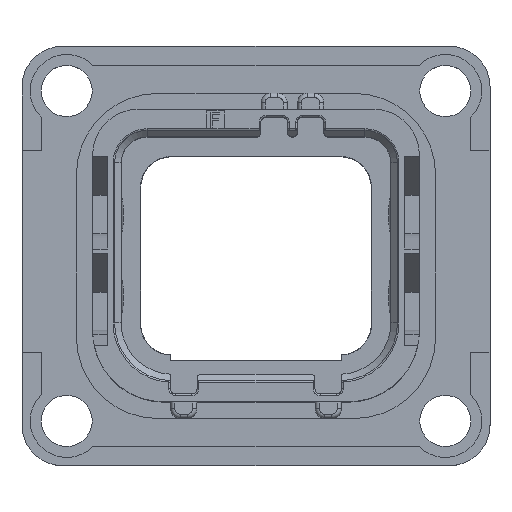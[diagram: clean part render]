
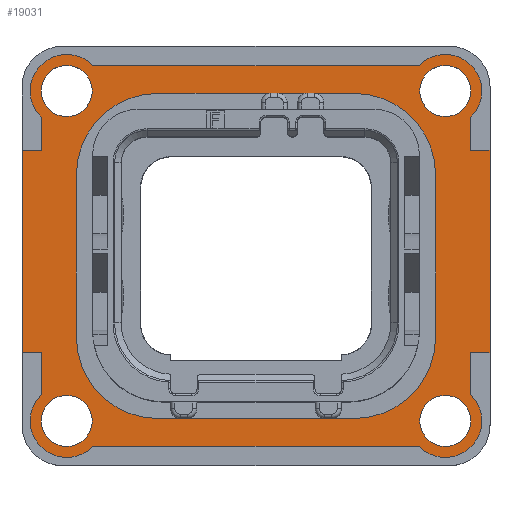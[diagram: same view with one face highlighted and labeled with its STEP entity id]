
A CAD part, top view. The second image highlights one B-rep face of the part: STEP entity #19031.
In plain terms, the highlighted planar face has unit normal (0, 0, 1).
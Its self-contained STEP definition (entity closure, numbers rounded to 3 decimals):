
#259=DIRECTION('',(0.,-1.,0.));
#260=VECTOR('',#259,12.45);
#261=CARTESIAN_POINT('',(-14.4,6.5,1.5));
#262=LINE('',#261,#260);
#317=CARTESIAN_POINT('',(-11.65,10.15,1.5));
#318=DIRECTION('',(0.,0.,1.));
#319=DIRECTION('',(0.716,0.698,0.));
#320=AXIS2_PLACEMENT_3D('',#317,#318,#319);
#327=DIRECTION('',(0.,1.,0.));
#328=VECTOR('',#327,2.588);
#329=CARTESIAN_POINT('',(13.22,-8.538,1.5));
#330=LINE('',#329,#328);
#331=DIRECTION('',(1.,0.,0.));
#332=VECTOR('',#331,20.077);
#333=CARTESIAN_POINT('',(-10.038,-11.72,1.5));
#334=LINE('',#333,#332);
#335=DIRECTION('',(0.,-1.,0.));
#336=VECTOR('',#335,2.588);
#337=CARTESIAN_POINT('',(-13.22,-5.95,1.5));
#338=LINE('',#337,#336);
#339=DIRECTION('',(1.,0.,0.));
#340=VECTOR('',#339,1.18);
#341=CARTESIAN_POINT('',(-14.4,-5.95,1.5));
#342=LINE('',#341,#340);
#343=DIRECTION('',(-1.,0.,0.));
#344=VECTOR('',#343,1.18);
#345=CARTESIAN_POINT('',(-13.22,6.5,1.5));
#346=LINE('',#345,#344);
#347=DIRECTION('',(0.,-1.,0.));
#348=VECTOR('',#347,2.038);
#349=CARTESIAN_POINT('',(-13.22,8.538,1.5));
#350=LINE('',#349,#348);
#351=DIRECTION('',(-1.,0.,0.));
#352=VECTOR('',#351,20.077);
#353=CARTESIAN_POINT('',(10.038,11.72,1.5));
#354=LINE('',#353,#352);
#355=DIRECTION('',(0.,1.,0.));
#356=VECTOR('',#355,2.038);
#357=CARTESIAN_POINT('',(13.22,6.5,1.5));
#358=LINE('',#357,#356);
#359=DIRECTION('',(-1.,0.,0.));
#360=VECTOR('',#359,1.18);
#361=CARTESIAN_POINT('',(14.4,6.5,1.5));
#362=LINE('',#361,#360);
#363=DIRECTION('',(1.,0.,0.));
#364=VECTOR('',#363,1.18);
#365=CARTESIAN_POINT('',(13.22,-5.95,1.5));
#366=LINE('',#365,#364);
#367=CARTESIAN_POINT('',(11.65,-10.15,1.5));
#368=DIRECTION('',(0.,0.,1.));
#369=DIRECTION('',(-1.,0.,0.));
#370=AXIS2_PLACEMENT_3D('',#367,#368,#369);
#372=CARTESIAN_POINT('',(-11.65,-10.15,1.5));
#373=DIRECTION('',(0.,0.,1.));
#374=DIRECTION('',(-1.,0.,0.));
#375=AXIS2_PLACEMENT_3D('',#372,#373,#374);
#377=CARTESIAN_POINT('',(-11.65,10.15,1.5));
#378=DIRECTION('',(0.,0.,1.));
#379=DIRECTION('',(1.,0.,0.));
#380=AXIS2_PLACEMENT_3D('',#377,#378,#379);
#382=CARTESIAN_POINT('',(11.65,10.15,1.5));
#383=DIRECTION('',(0.,0.,1.));
#384=DIRECTION('',(1.,0.,0.));
#385=AXIS2_PLACEMENT_3D('',#382,#383,#384);
#387=CARTESIAN_POINT('',(6.05,5.,1.5));
#388=DIRECTION('',(0.,0.,-1.));
#389=DIRECTION('',(0.,1.,0.));
#390=AXIS2_PLACEMENT_3D('',#387,#388,#389);
#392=DIRECTION('',(1.,0.,0.));
#393=VECTOR('',#392,12.1);
#394=CARTESIAN_POINT('',(-6.05,10.,1.5));
#395=LINE('',#394,#393);
#396=CARTESIAN_POINT('',(-6.05,5.,1.5));
#397=DIRECTION('',(0.,0.,-1.));
#398=DIRECTION('',(-1.,0.,0.));
#399=AXIS2_PLACEMENT_3D('',#396,#397,#398);
#401=DIRECTION('',(0.,1.,0.));
#402=VECTOR('',#401,10.);
#403=CARTESIAN_POINT('',(-11.05,-5.,1.5));
#404=LINE('',#403,#402);
#405=CARTESIAN_POINT('',(-6.05,-5.,1.5));
#406=DIRECTION('',(0.,0.,-1.));
#407=DIRECTION('',(0.,-1.,0.));
#408=AXIS2_PLACEMENT_3D('',#405,#406,#407);
#410=DIRECTION('',(-1.,0.,0.));
#411=VECTOR('',#410,12.1);
#412=CARTESIAN_POINT('',(6.05,-10.,1.5));
#413=LINE('',#412,#411);
#414=CARTESIAN_POINT('',(6.05,-5.,1.5));
#415=DIRECTION('',(0.,0.,-1.));
#416=DIRECTION('',(1.,0.,0.));
#417=AXIS2_PLACEMENT_3D('',#414,#415,#416);
#419=DIRECTION('',(0.,-1.,0.));
#420=VECTOR('',#419,10.);
#421=CARTESIAN_POINT('',(11.05,5.,1.5));
#422=LINE('',#421,#420);
#432=CARTESIAN_POINT('',(11.65,-10.15,1.5));
#433=DIRECTION('',(0.,0.,1.));
#434=DIRECTION('',(-0.716,-0.698,0.));
#435=AXIS2_PLACEMENT_3D('',#432,#433,#434);
#487=DIRECTION('',(0.,1.,0.));
#488=VECTOR('',#487,12.45);
#489=CARTESIAN_POINT('',(14.4,-5.95,1.5));
#490=LINE('',#489,#488);
#516=CARTESIAN_POINT('',(11.65,10.15,1.5));
#517=DIRECTION('',(0.,0.,1.));
#518=DIRECTION('',(0.698,-0.716,0.));
#519=AXIS2_PLACEMENT_3D('',#516,#517,#518);
#545=CARTESIAN_POINT('',(-11.65,-10.15,1.5));
#546=DIRECTION('',(0.,0.,1.));
#547=DIRECTION('',(-0.698,0.716,0.));
#548=AXIS2_PLACEMENT_3D('',#545,#546,#547);
#579=CARTESIAN_POINT('',(11.65,-10.15,1.5));
#580=DIRECTION('',(0.,0.,1.));
#581=DIRECTION('',(1.,0.,0.));
#582=AXIS2_PLACEMENT_3D('',#579,#580,#581);
#584=CARTESIAN_POINT('',(-11.65,-10.15,1.5));
#585=DIRECTION('',(0.,0.,1.));
#586=DIRECTION('',(1.,0.,0.));
#587=AXIS2_PLACEMENT_3D('',#584,#585,#586);
#605=CARTESIAN_POINT('',(-11.65,10.15,1.5));
#606=DIRECTION('',(0.,0.,1.));
#607=DIRECTION('',(-1.,0.,0.));
#608=AXIS2_PLACEMENT_3D('',#605,#606,#607);
#610=CARTESIAN_POINT('',(11.65,10.15,1.5));
#611=DIRECTION('',(0.,0.,1.));
#612=DIRECTION('',(-1.,0.,0.));
#613=AXIS2_PLACEMENT_3D('',#610,#611,#612);
#16551=CARTESIAN_POINT('',(-6.05,10.,1.5));
#16552=CARTESIAN_POINT('',(6.05,10.,1.5));
#16553=VERTEX_POINT('',#16551);
#16554=VERTEX_POINT('',#16552);
#16555=CARTESIAN_POINT('',(11.05,-5.,1.5));
#16556=CARTESIAN_POINT('',(6.05,-10.,1.5));
#16557=VERTEX_POINT('',#16555);
#16558=VERTEX_POINT('',#16556);
#16559=CARTESIAN_POINT('',(11.05,5.,1.5));
#16560=VERTEX_POINT('',#16559);
#16561=CARTESIAN_POINT('',(-11.05,5.,1.5));
#16562=VERTEX_POINT('',#16561);
#16563=CARTESIAN_POINT('',(-11.05,-5.,1.5));
#16564=VERTEX_POINT('',#16563);
#16565=CARTESIAN_POINT('',(-6.05,-10.,1.5));
#16566=VERTEX_POINT('',#16565);
#16595=CARTESIAN_POINT('',(14.4,-5.95,1.5));
#16596=CARTESIAN_POINT('',(14.4,6.5,1.5));
#16597=VERTEX_POINT('',#16595);
#16598=VERTEX_POINT('',#16596);
#16599=CARTESIAN_POINT('',(-14.4,6.5,1.5));
#16600=CARTESIAN_POINT('',(-14.4,-5.95,1.5));
#16601=VERTEX_POINT('',#16599);
#16602=VERTEX_POINT('',#16600);
#16605=CARTESIAN_POINT('',(10.08,10.15,1.5));
#16606=VERTEX_POINT('',#16605);
#16607=CARTESIAN_POINT('',(-10.08,10.15,1.5));
#16608=VERTEX_POINT('',#16607);
#16609=CARTESIAN_POINT('',(-10.08,-10.15,1.5));
#16610=VERTEX_POINT('',#16609);
#16611=CARTESIAN_POINT('',(10.08,-10.15,1.5));
#16612=VERTEX_POINT('',#16611);
#16613=CARTESIAN_POINT('',(-13.22,6.5,1.5));
#16614=VERTEX_POINT('',#16613);
#16615=CARTESIAN_POINT('',(13.22,6.5,1.5));
#16616=VERTEX_POINT('',#16615);
#16617=CARTESIAN_POINT('',(13.22,-5.95,1.5));
#16618=VERTEX_POINT('',#16617);
#18181=CARTESIAN_POINT('',(-13.22,-5.95,1.5));
#18182=VERTEX_POINT('',#18181);
#18277=CARTESIAN_POINT('',(13.22,8.538,1.5));
#18279=VERTEX_POINT('',#18277);
#18281=CARTESIAN_POINT('',(10.038,-11.72,1.5));
#18283=VERTEX_POINT('',#18281);
#18285=CARTESIAN_POINT('',(-10.038,-11.72,1.5));
#18287=VERTEX_POINT('',#18285);
#18289=CARTESIAN_POINT('',(-13.22,-8.538,1.5));
#18291=VERTEX_POINT('',#18289);
#18293=CARTESIAN_POINT('',(-10.038,11.72,1.5));
#18295=VERTEX_POINT('',#18293);
#18297=CARTESIAN_POINT('',(10.038,11.72,1.5));
#18299=VERTEX_POINT('',#18297);
#18301=CARTESIAN_POINT('',(-13.22,8.538,1.5));
#18303=VERTEX_POINT('',#18301);
#18305=CARTESIAN_POINT('',(13.22,-8.538,1.5));
#18307=VERTEX_POINT('',#18305);
#18309=CARTESIAN_POINT('',(13.22,10.15,1.5));
#18310=VERTEX_POINT('',#18309);
#18311=CARTESIAN_POINT('',(-13.22,10.15,1.5));
#18312=VERTEX_POINT('',#18311);
#18313=CARTESIAN_POINT('',(-13.22,-10.15,1.5));
#18314=VERTEX_POINT('',#18313);
#18315=CARTESIAN_POINT('',(13.22,-10.15,1.5));
#18316=VERTEX_POINT('',#18315);
#18952=CARTESIAN_POINT('',(0.,0.,1.5));
#18953=DIRECTION('',(0.,0.,1.));
#18954=DIRECTION('',(1.,0.,0.));
#18955=AXIS2_PLACEMENT_3D('',#18952,#18953,#18954);
#18956=PLANE('',#18955);
#18958=ORIENTED_EDGE('',*,*,#18957,.F.);
#18960=ORIENTED_EDGE('',*,*,#18959,.F.);
#18962=ORIENTED_EDGE('',*,*,#18961,.F.);
#18964=ORIENTED_EDGE('',*,*,#18963,.F.);
#18966=ORIENTED_EDGE('',*,*,#18965,.F.);
#18968=ORIENTED_EDGE('',*,*,#18967,.F.);
#18969=ORIENTED_EDGE('',*,*,#18893,.F.);
#18971=ORIENTED_EDGE('',*,*,#18970,.F.);
#18973=ORIENTED_EDGE('',*,*,#18972,.F.);
#18974=ORIENTED_EDGE('',*,*,#18942,.F.);
#18976=ORIENTED_EDGE('',*,*,#18975,.F.);
#18978=ORIENTED_EDGE('',*,*,#18977,.F.);
#18980=ORIENTED_EDGE('',*,*,#18979,.F.);
#18982=ORIENTED_EDGE('',*,*,#18981,.F.);
#18984=ORIENTED_EDGE('',*,*,#18983,.F.);
#18986=ORIENTED_EDGE('',*,*,#18985,.F.);
#18987=EDGE_LOOP('',(#18958,#18960,#18962,#18964,#18966,#18968,#18969,#18971,
#18973,#18974,#18976,#18978,#18980,#18982,#18984,#18986));
#18988=FACE_OUTER_BOUND('',#18987,.F.);
#18990=ORIENTED_EDGE('',*,*,#18989,.T.);
#18992=ORIENTED_EDGE('',*,*,#18991,.T.);
#18993=EDGE_LOOP('',(#18990,#18992));
#18994=FACE_BOUND('',#18993,.F.);
#18996=ORIENTED_EDGE('',*,*,#18995,.T.);
#18998=ORIENTED_EDGE('',*,*,#18997,.T.);
#18999=EDGE_LOOP('',(#18996,#18998));
#19000=FACE_BOUND('',#18999,.F.);
#19002=ORIENTED_EDGE('',*,*,#19001,.T.);
#19004=ORIENTED_EDGE('',*,*,#19003,.T.);
#19005=EDGE_LOOP('',(#19002,#19004));
#19006=FACE_BOUND('',#19005,.F.);
#19008=ORIENTED_EDGE('',*,*,#19007,.T.);
#19010=ORIENTED_EDGE('',*,*,#19009,.T.);
#19011=EDGE_LOOP('',(#19008,#19010));
#19012=FACE_BOUND('',#19011,.F.);
#19014=ORIENTED_EDGE('',*,*,#19013,.F.);
#19016=ORIENTED_EDGE('',*,*,#19015,.F.);
#19018=ORIENTED_EDGE('',*,*,#19017,.F.);
#19020=ORIENTED_EDGE('',*,*,#19019,.F.);
#19022=ORIENTED_EDGE('',*,*,#19021,.F.);
#19024=ORIENTED_EDGE('',*,*,#19023,.F.);
#19026=ORIENTED_EDGE('',*,*,#19025,.F.);
#19028=ORIENTED_EDGE('',*,*,#19027,.F.);
#19029=EDGE_LOOP('',(#19014,#19016,#19018,#19020,#19022,#19024,#19026,#19028));
#19030=FACE_BOUND('',#19029,.F.);
#19031=ADVANCED_FACE('',(#18988,#18994,#19000,#19006,#19012,#19030),#18956,.T.);
#321=CIRCLE('',#320,2.25);
#371=CIRCLE('',#370,1.57);
#376=CIRCLE('',#375,1.57);
#381=CIRCLE('',#380,1.57);
#386=CIRCLE('',#385,1.57);
#391=CIRCLE('',#390,5.);
#400=CIRCLE('',#399,5.);
#409=CIRCLE('',#408,5.);
#418=CIRCLE('',#417,5.);
#436=CIRCLE('',#435,2.25);
#520=CIRCLE('',#519,2.25);
#549=CIRCLE('',#548,2.25);
#583=CIRCLE('',#582,1.57);
#588=CIRCLE('',#587,1.57);
#609=CIRCLE('',#608,1.57);
#614=CIRCLE('',#613,1.57);
#18893=EDGE_CURVE('',#16601,#16602,#262,.T.);
#18942=EDGE_CURVE('',#18295,#18303,#321,.T.);
#18957=EDGE_CURVE('',#18307,#16618,#330,.T.);
#18959=EDGE_CURVE('',#18283,#18307,#436,.T.);
#18961=EDGE_CURVE('',#18287,#18283,#334,.T.);
#18963=EDGE_CURVE('',#18291,#18287,#549,.T.);
#18965=EDGE_CURVE('',#18182,#18291,#338,.T.);
#18967=EDGE_CURVE('',#16602,#18182,#342,.T.);
#18970=EDGE_CURVE('',#16614,#16601,#346,.T.);
#18972=EDGE_CURVE('',#18303,#16614,#350,.T.);
#18975=EDGE_CURVE('',#18299,#18295,#354,.T.);
#18977=EDGE_CURVE('',#18279,#18299,#520,.T.);
#18979=EDGE_CURVE('',#16616,#18279,#358,.T.);
#18981=EDGE_CURVE('',#16598,#16616,#362,.T.);
#18983=EDGE_CURVE('',#16597,#16598,#490,.T.);
#18985=EDGE_CURVE('',#16618,#16597,#366,.T.);
#18989=EDGE_CURVE('',#16612,#18316,#371,.T.);
#18991=EDGE_CURVE('',#18316,#16612,#583,.T.);
#18995=EDGE_CURVE('',#16610,#18314,#588,.T.);
#18997=EDGE_CURVE('',#18314,#16610,#376,.T.);
#19001=EDGE_CURVE('',#16608,#18312,#381,.T.);
#19003=EDGE_CURVE('',#18312,#16608,#609,.T.);
#19007=EDGE_CURVE('',#16606,#18310,#614,.T.);
#19009=EDGE_CURVE('',#18310,#16606,#386,.T.);
#19013=EDGE_CURVE('',#16554,#16560,#391,.T.);
#19015=EDGE_CURVE('',#16553,#16554,#395,.T.);
#19017=EDGE_CURVE('',#16562,#16553,#400,.T.);
#19019=EDGE_CURVE('',#16564,#16562,#404,.T.);
#19021=EDGE_CURVE('',#16566,#16564,#409,.T.);
#19023=EDGE_CURVE('',#16558,#16566,#413,.T.);
#19025=EDGE_CURVE('',#16557,#16558,#418,.T.);
#19027=EDGE_CURVE('',#16560,#16557,#422,.T.);
